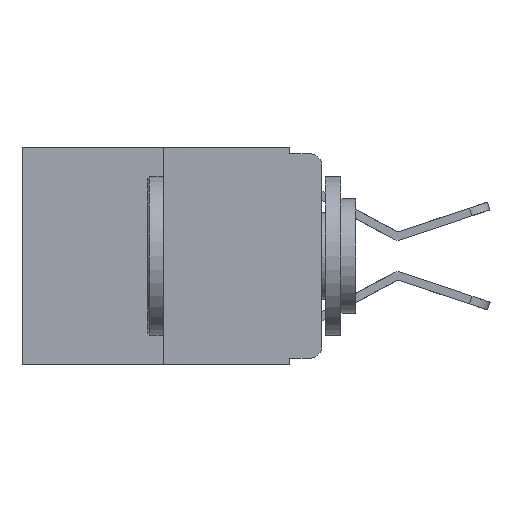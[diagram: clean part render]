
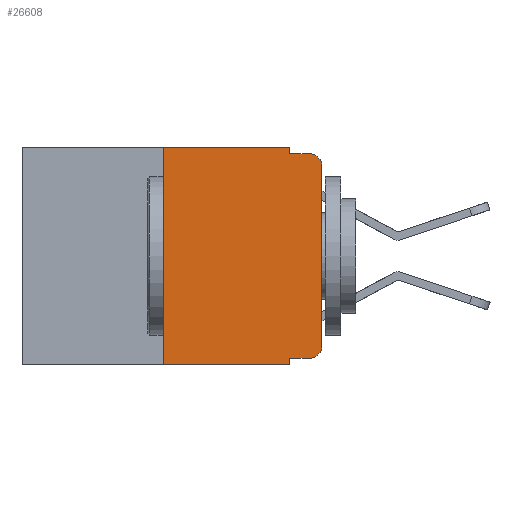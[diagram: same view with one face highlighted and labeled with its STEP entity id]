
A CAD part, left-side view. The second image highlights one B-rep face of the part: STEP entity #26608.
In plain terms, the highlighted planar face has unit normal (-1, 0, 0).
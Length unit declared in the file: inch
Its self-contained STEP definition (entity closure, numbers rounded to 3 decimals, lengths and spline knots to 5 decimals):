
#203 = VERTEX_POINT ( 'NONE', #15234 ) ;
#437 = VERTEX_POINT ( 'NONE', #14276 ) ;
#589 = DIRECTION ( 'NONE',  ( 0., -1., 0. ) ) ;
#751 = CARTESIAN_POINT ( 'NONE',  ( 0., 0.051, 0. ) ) ;
#851 = DIRECTION ( 'NONE',  ( 1., 0., 0. ) ) ;
#1706 = CARTESIAN_POINT ( 'NONE',  ( 0., 0.02, -0.333 ) ) ;
#1761 = CARTESIAN_POINT ( 'NONE',  ( 0., 0.051, -0.343 ) ) ;
#2803 = ORIENTED_EDGE ( 'NONE', *, *, #3911, .F. ) ;
#2925 = CARTESIAN_POINT ( 'NONE',  ( 0., 0.25, 0. ) ) ;
#3327 = VERTEX_POINT ( 'NONE', #751 ) ;
#3707 = CARTESIAN_POINT ( 'NONE',  ( 0., 0., -0.313 ) ) ;
#3911 = EDGE_CURVE ( 'NONE', #203, #13236, #19608, .T. ) ;
#3976 = VERTEX_POINT ( 'NONE', #7316 ) ;
#4081 = VECTOR ( 'NONE', #8146, 39.37008 ) ;
#4257 = VECTOR ( 'NONE', #15453, 39.37008 ) ;
#4844 = VECTOR ( 'NONE', #589, 39.37008 ) ;
#4949 = LINE ( 'NONE', #2925, #10253 ) ;
#5033 = DIRECTION ( 'NONE',  ( 0., 0., -1. ) ) ;
#5298 = CIRCLE ( 'NONE', #19099, 0.02 ) ;
#6234 = LINE ( 'NONE', #22211, #4081 ) ;
#6280 = CARTESIAN_POINT ( 'NONE',  ( 0., 0.051, 0. ) ) ;
#6486 = CARTESIAN_POINT ( 'NONE',  ( 0., 0.051, -0.333 ) ) ;
#6993 = EDGE_CURVE ( 'NONE', #11928, #3327, #15042, .T. ) ;
#7316 = CARTESIAN_POINT ( 'NONE',  ( 0., 0.25, -0.343 ) ) ;
#7582 = EDGE_CURVE ( 'NONE', #21549, #15737, #20802, .T. ) ;
#7643 = CARTESIAN_POINT ( 'NONE',  ( 0., 0.02, -0.03 ) ) ;
#8146 = DIRECTION ( 'NONE',  ( 0., -1., 0. ) ) ;
#8766 = VECTOR ( 'NONE', #21768, 39.37008 ) ;
#9322 = VECTOR ( 'NONE', #23674, 39.37008 ) ;
#9360 = PLANE ( 'NONE',  #20912 ) ;
#9891 = DIRECTION ( 'NONE',  ( 0., 0., -1. ) ) ;
#9894 = CARTESIAN_POINT ( 'NONE',  ( 0., 0.051, -0.333 ) ) ;
#10253 = VECTOR ( 'NONE', #23595, 39.37008 ) ;
#10966 = CARTESIAN_POINT ( 'NONE',  ( 0., 0.02, -0.313 ) ) ;
#11085 = EDGE_CURVE ( 'NONE', #21549, #12308, #22260, .T. ) ;
#11126 = CARTESIAN_POINT ( 'NONE',  ( 0., 0., 0. ) ) ;
#11250 = ORIENTED_EDGE ( 'NONE', *, *, #11085, .F. ) ;
#11835 = DIRECTION ( 'NONE',  ( 0., 0., -1. ) ) ;
#11928 = VERTEX_POINT ( 'NONE', #21664 ) ;
#11930 = CARTESIAN_POINT ( 'NONE',  ( 0., 0.02, -0.01 ) ) ;
#12067 = LINE ( 'NONE', #18149, #26703 ) ;
#12308 = VERTEX_POINT ( 'NONE', #1761 ) ;
#12350 = ORIENTED_EDGE ( 'NONE', *, *, #25217, .T. ) ;
#12362 = DIRECTION ( 'NONE',  ( -1., 0., 0. ) ) ;
#12481 = EDGE_LOOP ( 'NONE', ( #24181, #16051, #2803, #25479, #26438, #13016, #20571, #11250, #22874, #12350 ) ) ;
#13016 = ORIENTED_EDGE ( 'NONE', *, *, #15631, .F. ) ;
#13236 = VERTEX_POINT ( 'NONE', #11930 ) ;
#14276 = CARTESIAN_POINT ( 'NONE',  ( 0., 0., -0.03 ) ) ;
#14619 = DIRECTION ( 'NONE',  ( -1., 0., 0. ) ) ;
#15042 = LINE ( 'NONE', #20839, #4844 ) ;
#15234 = CARTESIAN_POINT ( 'NONE',  ( 0., 0.051, -0.01 ) ) ;
#15453 = DIRECTION ( 'NONE',  ( 0., 0., 1. ) ) ;
#15631 = EDGE_CURVE ( 'NONE', #3976, #11928, #4949, .T. ) ;
#15737 = VERTEX_POINT ( 'NONE', #1706 ) ;
#16051 = ORIENTED_EDGE ( 'NONE', *, *, #23431, .T. ) ;
#16778 = FACE_OUTER_BOUND ( 'NONE', #12481, .T. ) ;
#17333 = EDGE_CURVE ( 'NONE', #25026, #437, #19238, .T. ) ;
#17377 = EDGE_CURVE ( 'NONE', #3327, #203, #12067, .T. ) ;
#17593 = CARTESIAN_POINT ( 'NONE',  ( 0., 0.473, 0. ) ) ;
#18149 = CARTESIAN_POINT ( 'NONE',  ( 0., 0.051, 0. ) ) ;
#18584 = DIRECTION ( 'NONE',  ( 0., 0., -1. ) ) ;
#19099 = AXIS2_PLACEMENT_3D ( 'NONE', #7643, #12362, #11835 ) ;
#19238 = LINE ( 'NONE', #11126, #4257 ) ;
#19552 = CIRCLE ( 'NONE', #26468, 0.02 ) ;
#19608 = LINE ( 'NONE', #21906, #9322 ) ;
#20571 = ORIENTED_EDGE ( 'NONE', *, *, #26451, .T. ) ;
#20688 = DIRECTION ( 'NONE',  ( 0., 0., -1. ) ) ;
#20802 = LINE ( 'NONE', #6486, #8766 ) ;
#20839 = CARTESIAN_POINT ( 'NONE',  ( 0., 0.473, 0. ) ) ;
#20912 = AXIS2_PLACEMENT_3D ( 'NONE', #17593, #851, #5033 ) ;
#21549 = VERTEX_POINT ( 'NONE', #9894 ) ;
#21664 = CARTESIAN_POINT ( 'NONE',  ( 0., 0.25, 0. ) ) ;
#21768 = DIRECTION ( 'NONE',  ( 0., -1., 0. ) ) ;
#21906 = CARTESIAN_POINT ( 'NONE',  ( 0., 0.051, -0.01 ) ) ;
#22211 = CARTESIAN_POINT ( 'NONE',  ( 0., 0.473, -0.343 ) ) ;
#22260 = LINE ( 'NONE', #6280, #23088 ) ;
#22874 = ORIENTED_EDGE ( 'NONE', *, *, #7582, .T. ) ;
#23088 = VECTOR ( 'NONE', #18584, 39.37008 ) ;
#23431 = EDGE_CURVE ( 'NONE', #437, #13236, #5298, .T. ) ;
#23595 = DIRECTION ( 'NONE',  ( 0., 0., 1. ) ) ;
#23674 = DIRECTION ( 'NONE',  ( 0., -1., 0. ) ) ;
#24181 = ORIENTED_EDGE ( 'NONE', *, *, #17333, .T. ) ;
#25026 = VERTEX_POINT ( 'NONE', #3707 ) ;
#25217 = EDGE_CURVE ( 'NONE', #15737, #25026, #19552, .T. ) ;
#25479 = ORIENTED_EDGE ( 'NONE', *, *, #17377, .F. ) ;
#26438 = ORIENTED_EDGE ( 'NONE', *, *, #6993, .F. ) ;
#26451 = EDGE_CURVE ( 'NONE', #3976, #12308, #6234, .T. ) ;
#26468 = AXIS2_PLACEMENT_3D ( 'NONE', #10966, #14619, #20688 ) ;
#26608 = ADVANCED_FACE ( 'NONE', ( #16778 ), #9360, .F. ) ;
#26703 = VECTOR ( 'NONE', #9891, 39.37008 ) ;
